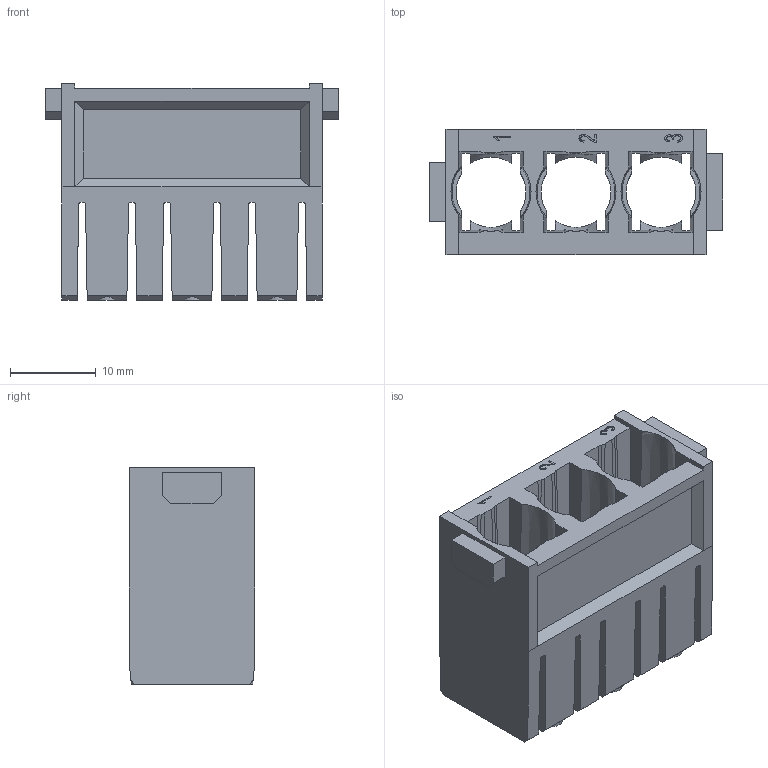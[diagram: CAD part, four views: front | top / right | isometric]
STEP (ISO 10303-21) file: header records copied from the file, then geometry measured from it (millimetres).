
FILE_DESCRIPTION((''),'2;1');
FILE_NAME('HMP-003-V2_1_1_1','2019-05-07T',('sy.ji'),(''),'PRO/ENGINEER BY PARAMETRIC TECHNOLOGY CORPORATION, 2014310','PRO/ENGINEER BY PARAMETRIC TECHNOLOGY CORPORATION, 2014310','');
FILE_SCHEMA(('CONFIG_CONTROL_DESIGN'));
Length unit declared in the file: millimetre
Products named in the file (1): HMP-003-V2_1_1_1
Bounding box: 34.2 x 14.65 x 25.2 mm (x, y, z)
Volume: 4859.4 mm3; surface area: 5978.5 mm2
Topology: 1 solids, 1 shells, 389 faces, 1122 edges, 744 vertices
Faces by surface type: plane 177, extrusion 84, cone 66, bspline 36, cylinder 26
Entity records: 17164 total; most frequent: CARTESIAN_POINT 4675, ORIENTED_EDGE 2244, DIRECTION 1504, EDGE_CURVE 1122, VERTEX_POINT 744, VECTOR 658, LINE 574, B_SPLINE_CURVE_WITH_KNOTS 478
